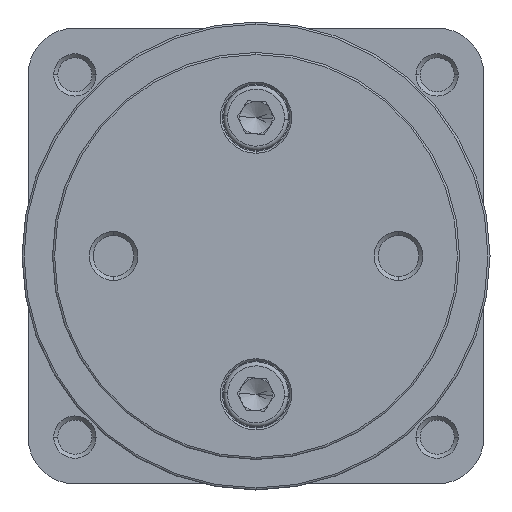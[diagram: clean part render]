
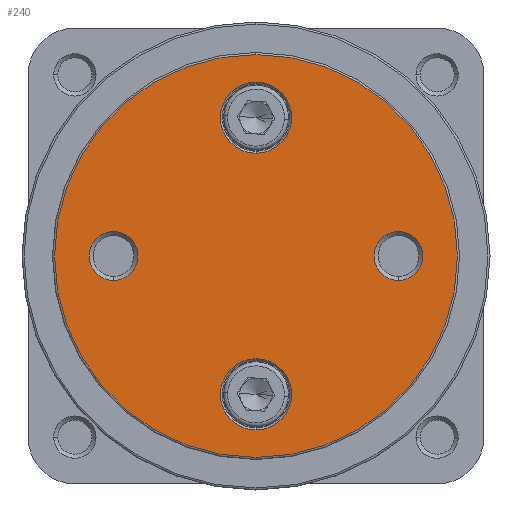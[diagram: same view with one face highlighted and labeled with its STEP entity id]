
A CAD part, left-side view. The second image highlights one B-rep face of the part: STEP entity #240.
In plain terms, the highlighted planar face has unit normal (-1, 0, 0).
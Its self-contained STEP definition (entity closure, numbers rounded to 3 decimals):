
#240 = ADVANCED_FACE ( 'NONE', ( #6664, #6660, #6667, #6669, #6665 ), #4823, .F. ) ;
#606 = EDGE_CURVE ( 'NONE', #4368, #4360, #2109, .T. ) ;
#607 = EDGE_CURVE ( 'NONE', #4318, #4351, #2110, .T. ) ;
#608 = EDGE_CURVE ( 'NONE', #4344, #1473, #2111, .T. ) ;
#610 = EDGE_CURVE ( 'NONE', #4343, #3854, #2113, .T. ) ;
#634 = EDGE_CURVE ( 'NONE', #4370, #8379, #2143, .T. ) ;
#683 = EDGE_CURVE ( 'NONE', #1473, #4344, #2203, .T. ) ;
#693 = EDGE_CURVE ( 'NONE', #8379, #4370, #2217, .T. ) ;
#697 = EDGE_CURVE ( 'NONE', #4360, #4368, #2223, .T. ) ;
#725 = EDGE_CURVE ( 'NONE', #4351, #4318, #2265, .T. ) ;
#729 = EDGE_CURVE ( 'NONE', #3854, #4343, #2271, .T. ) ;
#811 = AXIS2_PLACEMENT_3D ( 'NONE', #4826, #4838, #4839 ) ;
#1132 = AXIS2_PLACEMENT_3D ( 'NONE', #2936, #2937, #2938 ) ;
#1136 = AXIS2_PLACEMENT_3D ( 'NONE', #2927, #2934, #2935 ) ;
#1137 = AXIS2_PLACEMENT_3D ( 'NONE', #2939, #2940, #2941 ) ;
#1139 = AXIS2_PLACEMENT_3D ( 'NONE', #2945, #2946, #2947 ) ;
#1159 = AXIS2_PLACEMENT_3D ( 'NONE', #3007, #3014, #3015 ) ;
#1193 = AXIS2_PLACEMENT_3D ( 'NONE', #3146, #3148, #3149 ) ;
#1202 = AXIS2_PLACEMENT_3D ( 'NONE', #3175, #3176, #3177 ) ;
#1205 = AXIS2_PLACEMENT_3D ( 'NONE', #3185, #3186, #3187 ) ;
#1214 = AXIS2_PLACEMENT_3D ( 'NONE', #3265, #3266, #3267 ) ;
#1220 = AXIS2_PLACEMENT_3D ( 'NONE', #3255, #3256, #3257 ) ;
#1473 = VERTEX_POINT ( 'NONE', #3348 ) ;
#2109 = CIRCLE ( 'NONE', #1136, 8.75 ) ;
#2110 = CIRCLE ( 'NONE', #1132, 6. ) ;
#2111 = CIRCLE ( 'NONE', #1137, 49.5 ) ;
#2113 = CIRCLE ( 'NONE', #1139, 6. ) ;
#2143 = CIRCLE ( 'NONE', #1159, 8.75 ) ;
#2203 = CIRCLE ( 'NONE', #1193, 49.5 ) ;
#2217 = CIRCLE ( 'NONE', #1202, 8.75 ) ;
#2223 = CIRCLE ( 'NONE', #1205, 8.75 ) ;
#2265 = CIRCLE ( 'NONE', #1220, 6. ) ;
#2271 = CIRCLE ( 'NONE', #1214, 6. ) ;
#2927 = CARTESIAN_POINT ( 'NONE',  ( 0., 0., -34. ) ) ;
#2934 = DIRECTION ( 'NONE',  ( 1., 0., 0. ) ) ;
#2935 = DIRECTION ( 'NONE',  ( 0., 0., -1. ) ) ;
#2936 = CARTESIAN_POINT ( 'NONE',  ( 0., 35., 0. ) ) ;
#2937 = DIRECTION ( 'NONE',  ( 1., 0., 0. ) ) ;
#2938 = DIRECTION ( 'NONE',  ( 0., 0., -1. ) ) ;
#2939 = CARTESIAN_POINT ( 'NONE',  ( 0., 0., 0. ) ) ;
#2940 = DIRECTION ( 'NONE',  ( -1., 0., 0. ) ) ;
#2941 = DIRECTION ( 'NONE',  ( 0., 0., -1. ) ) ;
#2945 = CARTESIAN_POINT ( 'NONE',  ( 0., -35., 0. ) ) ;
#2946 = DIRECTION ( 'NONE',  ( 1., 0., 0. ) ) ;
#2947 = DIRECTION ( 'NONE',  ( 0., 0., -1. ) ) ;
#3007 = CARTESIAN_POINT ( 'NONE',  ( 0., 0., 34. ) ) ;
#3014 = DIRECTION ( 'NONE',  ( 1., 0., 0. ) ) ;
#3015 = DIRECTION ( 'NONE',  ( 0., 0., -1. ) ) ;
#3146 = CARTESIAN_POINT ( 'NONE',  ( 0., 0., 0. ) ) ;
#3148 = DIRECTION ( 'NONE',  ( -1., 0., 0. ) ) ;
#3149 = DIRECTION ( 'NONE',  ( 0., 0., -1. ) ) ;
#3175 = CARTESIAN_POINT ( 'NONE',  ( 0., 0., 34. ) ) ;
#3176 = DIRECTION ( 'NONE',  ( 1., 0., 0. ) ) ;
#3177 = DIRECTION ( 'NONE',  ( 0., 0., -1. ) ) ;
#3185 = CARTESIAN_POINT ( 'NONE',  ( 0., 0., -34. ) ) ;
#3186 = DIRECTION ( 'NONE',  ( 1., 0., 0. ) ) ;
#3187 = DIRECTION ( 'NONE',  ( 0., 0., -1. ) ) ;
#3255 = CARTESIAN_POINT ( 'NONE',  ( 0., 35., 0. ) ) ;
#3256 = DIRECTION ( 'NONE',  ( 1., 0., 0. ) ) ;
#3257 = DIRECTION ( 'NONE',  ( 0., 0., -1. ) ) ;
#3265 = CARTESIAN_POINT ( 'NONE',  ( 0., -35., 0. ) ) ;
#3266 = DIRECTION ( 'NONE',  ( 1., 0., 0. ) ) ;
#3267 = DIRECTION ( 'NONE',  ( 0., 0., -1. ) ) ;
#3348 = CARTESIAN_POINT ( 'NONE',  ( 0., 0., 49.5 ) ) ;
#3854 = VERTEX_POINT ( 'NONE', #7466 ) ;
#4318 = VERTEX_POINT ( 'NONE', #7710 ) ;
#4343 = VERTEX_POINT ( 'NONE', #7734 ) ;
#4344 = VERTEX_POINT ( 'NONE', #7735 ) ;
#4351 = VERTEX_POINT ( 'NONE', #7742 ) ;
#4360 = VERTEX_POINT ( 'NONE', #7751 ) ;
#4368 = VERTEX_POINT ( 'NONE', #7759 ) ;
#4370 = VERTEX_POINT ( 'NONE', #7761 ) ;
#4823 = PLANE ( 'NONE',  #811 ) ;
#4826 = CARTESIAN_POINT ( 'NONE',  ( 0., 0., 0. ) ) ;
#4838 = DIRECTION ( 'NONE',  ( 1., 0., 0. ) ) ;
#4839 = DIRECTION ( 'NONE',  ( 0., 0., -1. ) ) ;
#5773 = EDGE_LOOP ( 'NONE', ( #6394, #6393 ) ) ;
#5774 = EDGE_LOOP ( 'NONE', ( #6396, #6395 ) ) ;
#5775 = EDGE_LOOP ( 'NONE', ( #6400, #6399 ) ) ;
#5777 = EDGE_LOOP ( 'NONE', ( #6402, #6401 ) ) ;
#5786 = EDGE_LOOP ( 'NONE', ( #6398, #6397 ) ) ;
#6393 = ORIENTED_EDGE ( 'NONE', *, *, #607, .T. ) ;
#6394 = ORIENTED_EDGE ( 'NONE', *, *, #725, .T. ) ;
#6395 = ORIENTED_EDGE ( 'NONE', *, *, #610, .T. ) ;
#6396 = ORIENTED_EDGE ( 'NONE', *, *, #729, .T. ) ;
#6397 = ORIENTED_EDGE ( 'NONE', *, *, #634, .T. ) ;
#6398 = ORIENTED_EDGE ( 'NONE', *, *, #693, .T. ) ;
#6399 = ORIENTED_EDGE ( 'NONE', *, *, #606, .T. ) ;
#6400 = ORIENTED_EDGE ( 'NONE', *, *, #697, .T. ) ;
#6401 = ORIENTED_EDGE ( 'NONE', *, *, #683, .T. ) ;
#6402 = ORIENTED_EDGE ( 'NONE', *, *, #608, .T. ) ;
#6660 = FACE_BOUND ( 'NONE', #5775, .T. ) ;
#6664 = FACE_OUTER_BOUND ( 'NONE', #5777, .T. ) ;
#6665 = FACE_BOUND ( 'NONE', #5773, .T. ) ;
#6667 = FACE_BOUND ( 'NONE', #5786, .T. ) ;
#6669 = FACE_BOUND ( 'NONE', #5774, .T. ) ;
#7466 = CARTESIAN_POINT ( 'NONE',  ( 0., -35., 6. ) ) ;
#7710 = CARTESIAN_POINT ( 'NONE',  ( 0., 35., -6. ) ) ;
#7734 = CARTESIAN_POINT ( 'NONE',  ( 0., -35., -6. ) ) ;
#7735 = CARTESIAN_POINT ( 'NONE',  ( 0., 0., -49.5 ) ) ;
#7742 = CARTESIAN_POINT ( 'NONE',  ( 0., 35., 6. ) ) ;
#7751 = CARTESIAN_POINT ( 'NONE',  ( 0., 0., -25.25 ) ) ;
#7759 = CARTESIAN_POINT ( 'NONE',  ( 0., 0., -42.75 ) ) ;
#7761 = CARTESIAN_POINT ( 'NONE',  ( 0., 0., 25.25 ) ) ;
#8068 = CARTESIAN_POINT ( 'NONE',  ( 0., 0., 42.75 ) ) ;
#8379 = VERTEX_POINT ( 'NONE', #8068 ) ;
